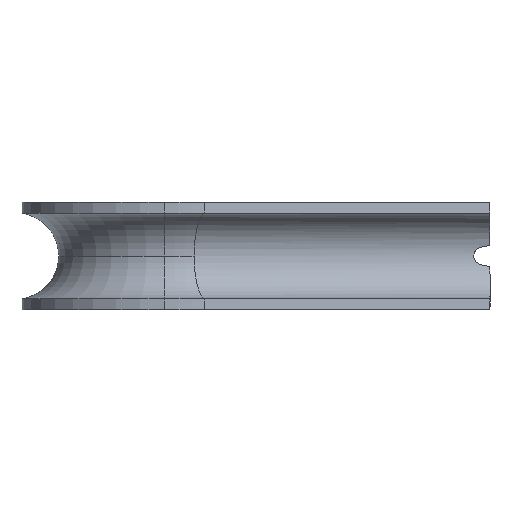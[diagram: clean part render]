
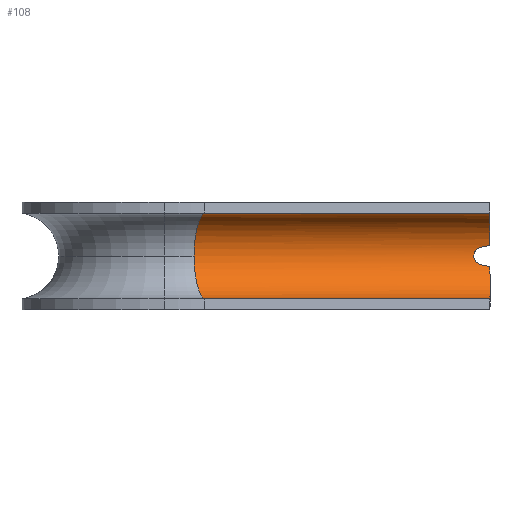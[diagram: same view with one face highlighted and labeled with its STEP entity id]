
A CAD part, left-side view. The second image highlights one B-rep face of the part: STEP entity #108.
In plain terms, the highlighted cylindrical face has radius 3.2 mm (diameter 6.4 mm), a partial arc.
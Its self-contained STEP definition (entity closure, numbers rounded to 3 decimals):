
#10 = VECTOR ( 'NONE', #200, 1000. ) ;
#13 =( BOUNDED_CURVE ( )  B_SPLINE_CURVE ( 3, ( #1066, #263, #890, #159 ),
 .UNSPECIFIED., .F., .F. ) 
 B_SPLINE_CURVE_WITH_KNOTS ( ( 4, 4 ),
 ( 1.728, 2.9 ),
 .UNSPECIFIED. ) 
 CURVE ( )  GEOMETRIC_REPRESENTATION_ITEM ( )  RATIONAL_B_SPLINE_CURVE ( ( 1., 0.889, 0.889, 1. ) ) 
 REPRESENTATION_ITEM ( '' )  );
#20 = DIRECTION ( 'NONE',  ( 0.96, 0.28, 0. ) ) ;
#35 = VERTEX_POINT ( 'NONE', #360 ) ;
#65 = ORIENTED_EDGE ( 'NONE', *, *, #1064, .T. ) ;
#72 = CARTESIAN_POINT ( 'NONE',  ( -10.083, -2.943, -3.161 ) ) ;
#84 = CARTESIAN_POINT ( 'NONE',  ( -1.476, -22.797, -0.152 ) ) ;
#92 = AXIS2_PLACEMENT_3D ( 'NONE', #321, #480, #1037 ) ;
#108 = ADVANCED_FACE ( 'NONE', ( #988 ), #191, .F. ) ;
#125 = EDGE_CURVE ( 'NONE', #583, #446, #359, .T. ) ;
#127 = ORIENTED_EDGE ( 'NONE', *, *, #588, .T. ) ;
#147 = VERTEX_POINT ( 'NONE', #992 ) ;
#159 = CARTESIAN_POINT ( 'NONE',  ( -1.223, -23.996, -0.766 ) ) ;
#168 = CARTESIAN_POINT ( 'NONE',  ( -1.389, -23.327, 0.639 ) ) ;
#183 = CARTESIAN_POINT ( 'NONE',  ( -3.848, -26.094, 0. ) ) ;
#191 = CYLINDRICAL_SURFACE ( 'NONE', #557, 3.2 ) ;
#200 = DIRECTION ( 'NONE',  ( -0.28, 0.96, 0. ) ) ;
#222 = ORIENTED_EDGE ( 'NONE', *, *, #344, .T. ) ;
#225 = B_SPLINE_CURVE_WITH_KNOTS ( 'NONE', 3,
 ( #678, #1048, #886, #422, #84, #783, #1142, #1033, #609, #340 ),
 .UNSPECIFIED., .F., .F.,
 ( 4, 2, 2, 2, 4 ),
 ( 0., 0., 0.001, 0.001, 0.002 ),
 .UNSPECIFIED. ) ;
#241 = CARTESIAN_POINT ( 'NONE',  ( -1.333, -23.551, -0.682 ) ) ;
#244 = CARTESIAN_POINT ( 'NONE',  ( -1.223, -23.996, 0.766 ) ) ;
#250 = CARTESIAN_POINT ( 'NONE',  ( -3.939, -23.996, 3.161 ) ) ;
#255 = CARTESIAN_POINT ( 'NONE',  ( -3.939, -23.996, 3.161 ) ) ;
#263 = CARTESIAN_POINT ( 'NONE',  ( -2.573, -23.996, -2.953 ) ) ;
#279 = DIRECTION ( 'NONE',  ( -0.28, 0.96, 0. ) ) ;
#298 = CARTESIAN_POINT ( 'NONE',  ( -7.491, -2.186, 0. ) ) ;
#306 = CARTESIAN_POINT ( 'NONE',  ( -3.368, -25.954, -3.161 ) ) ;
#315 = CARTESIAN_POINT ( 'NONE',  ( -1.223, -23.996, -0.766 ) ) ;
#321 = CARTESIAN_POINT ( 'NONE',  ( -10.563, -3.083, 0. ) ) ;
#325 = CARTESIAN_POINT ( 'NONE',  ( -1.389, -23.327, 0.639 ) ) ;
#326 = VERTEX_POINT ( 'NONE', #389 ) ;
#333 = VERTEX_POINT ( 'NONE', #923 ) ;
#338 = EDGE_CURVE ( 'NONE', #147, #446, #1108, .T. ) ;
#340 = CARTESIAN_POINT ( 'NONE',  ( -1.389, -23.327, 0.639 ) ) ;
#344 = EDGE_CURVE ( 'NONE', #326, #583, #371, .T. ) ;
#359 = CIRCLE ( 'NONE', #929, 3.2 ) ;
#360 = CARTESIAN_POINT ( 'NONE',  ( -1.223, -23.996, -0.766 ) ) ;
#371 = CIRCLE ( 'NONE', #92, 3.2 ) ;
#383 = VECTOR ( 'NONE', #661, 1000. ) ;
#389 = CARTESIAN_POINT ( 'NONE',  ( -10.083, -2.943, 3.161 ) ) ;
#399 = ORIENTED_EDGE ( 'NONE', *, *, #912, .T. ) ;
#403 = CARTESIAN_POINT ( 'NONE',  ( -1.333, -23.551, 0.682 ) ) ;
#422 = CARTESIAN_POINT ( 'NONE',  ( -1.473, -22.853, -0.3 ) ) ;
#446 = VERTEX_POINT ( 'NONE', #72 ) ;
#459 = LINE ( 'NONE', #554, #10 ) ;
#480 = DIRECTION ( 'NONE',  ( -0.28, 0.96, 0. ) ) ;
#481 = EDGE_CURVE ( 'NONE', #333, #799, #225, .T. ) ;
#488 =( BOUNDED_CURVE ( )  B_SPLINE_CURVE ( 3, ( #1146, #905, #642, #250 ),
 .UNSPECIFIED., .F., .F. ) 
 B_SPLINE_CURVE_WITH_KNOTS ( ( 4, 4 ),
 ( 3.383, 4.555 ),
 .UNSPECIFIED. ) 
 CURVE ( )  GEOMETRIC_REPRESENTATION_ITEM ( )  RATIONAL_B_SPLINE_CURVE ( ( 1., 0.889, 0.889, 1. ) ) 
 REPRESENTATION_ITEM ( '' )  );
#534 = EDGE_CURVE ( 'NONE', #799, #1063, #1053, .T. ) ;
#554 = CARTESIAN_POINT ( 'NONE',  ( -3.368, -25.954, 3.161 ) ) ;
#557 = AXIS2_PLACEMENT_3D ( 'NONE', #183, #279, #717 ) ;
#583 = VERTEX_POINT ( 'NONE', #298 ) ;
#588 = EDGE_CURVE ( 'NONE', #862, #326, #459, .T. ) ;
#603 = ORIENTED_EDGE ( 'NONE', *, *, #979, .T. ) ;
#609 = CARTESIAN_POINT ( 'NONE',  ( -1.425, -23.182, 0.612 ) ) ;
#642 = CARTESIAN_POINT ( 'NONE',  ( -2.573, -23.996, 2.953 ) ) ;
#661 = DIRECTION ( 'NONE',  ( -0.28, 0.96, 0. ) ) ;
#678 = CARTESIAN_POINT ( 'NONE',  ( -1.389, -23.327, -0.639 ) ) ;
#690 = ORIENTED_EDGE ( 'NONE', *, *, #125, .T. ) ;
#717 = DIRECTION ( 'NONE',  ( -0.96, -0.28, 0. ) ) ;
#732 = DIRECTION ( 'NONE',  ( -0.28, 0.96, 0. ) ) ;
#766 = CARTESIAN_POINT ( 'NONE',  ( -1.277, -23.774, 0.724 ) ) ;
#783 = CARTESIAN_POINT ( 'NONE',  ( -1.476, -22.797, 0.151 ) ) ;
#790 = ORIENTED_EDGE ( 'NONE', *, *, #338, .F. ) ;
#799 = VERTEX_POINT ( 'NONE', #325 ) ;
#811 = EDGE_LOOP ( 'NONE', ( #790, #399, #65, #857, #871, #603, #127, #222, #690 ) ) ;
#846 =( BOUNDED_CURVE ( )  B_SPLINE_CURVE ( 3, ( #315, #954, #241, #945 ),
 .UNSPECIFIED., .F., .F. ) 
 B_SPLINE_CURVE_WITH_KNOTS ( ( 4, 4 ),
 ( 4.471, 4.511 ),
 .UNSPECIFIED. ) 
 CURVE ( )  GEOMETRIC_REPRESENTATION_ITEM ( )  RATIONAL_B_SPLINE_CURVE ( ( 1., 1., 1., 1. ) ) 
 REPRESENTATION_ITEM ( '' )  );
#857 = ORIENTED_EDGE ( 'NONE', *, *, #481, .T. ) ;
#862 = VERTEX_POINT ( 'NONE', #255 ) ;
#871 = ORIENTED_EDGE ( 'NONE', *, *, #534, .T. ) ;
#886 = CARTESIAN_POINT ( 'NONE',  ( -1.448, -23.047, -0.532 ) ) ;
#890 = CARTESIAN_POINT ( 'NONE',  ( -1.554, -23.996, -2.055 ) ) ;
#905 = CARTESIAN_POINT ( 'NONE',  ( -1.554, -23.996, 2.055 ) ) ;
#912 = EDGE_CURVE ( 'NONE', #147, #35, #13, .T. ) ;
#923 = CARTESIAN_POINT ( 'NONE',  ( -1.389, -23.327, -0.639 ) ) ;
#927 = CARTESIAN_POINT ( 'NONE',  ( -1.223, -23.996, 0.766 ) ) ;
#929 = AXIS2_PLACEMENT_3D ( 'NONE', #1088, #732, #20 ) ;
#945 = CARTESIAN_POINT ( 'NONE',  ( -1.389, -23.327, -0.639 ) ) ;
#954 = CARTESIAN_POINT ( 'NONE',  ( -1.277, -23.774, -0.724 ) ) ;
#979 = EDGE_CURVE ( 'NONE', #1063, #862, #488, .T. ) ;
#988 = FACE_OUTER_BOUND ( 'NONE', #811, .T. ) ;
#992 = CARTESIAN_POINT ( 'NONE',  ( -3.939, -23.996, -3.161 ) ) ;
#1033 = CARTESIAN_POINT ( 'NONE',  ( -1.448, -23.046, 0.532 ) ) ;
#1037 = DIRECTION ( 'NONE',  ( 0.96, 0.28, 0. ) ) ;
#1048 = CARTESIAN_POINT ( 'NONE',  ( -1.425, -23.182, -0.612 ) ) ;
#1053 =( BOUNDED_CURVE ( )  B_SPLINE_CURVE ( 3, ( #168, #403, #766, #244 ),
 .UNSPECIFIED., .F., .F. ) 
 B_SPLINE_CURVE_WITH_KNOTS ( ( 4, 4 ),
 ( 1.772, 1.812 ),
 .UNSPECIFIED. ) 
 CURVE ( )  GEOMETRIC_REPRESENTATION_ITEM ( )  RATIONAL_B_SPLINE_CURVE ( ( 1., 1., 1., 1. ) ) 
 REPRESENTATION_ITEM ( '' )  );
#1063 = VERTEX_POINT ( 'NONE', #927 ) ;
#1064 = EDGE_CURVE ( 'NONE', #35, #333, #846, .T. ) ;
#1066 = CARTESIAN_POINT ( 'NONE',  ( -3.939, -23.996, -3.161 ) ) ;
#1088 = CARTESIAN_POINT ( 'NONE',  ( -10.563, -3.083, 0. ) ) ;
#1108 = LINE ( 'NONE', #306, #383 ) ;
#1142 = CARTESIAN_POINT ( 'NONE',  ( -1.472, -22.853, 0.301 ) ) ;
#1146 = CARTESIAN_POINT ( 'NONE',  ( -1.223, -23.996, 0.766 ) ) ;
